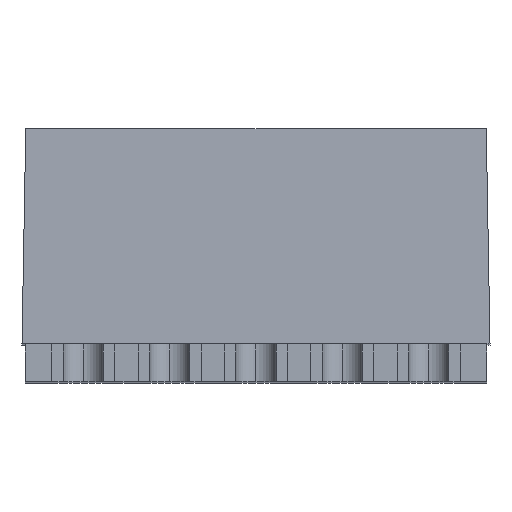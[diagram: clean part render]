
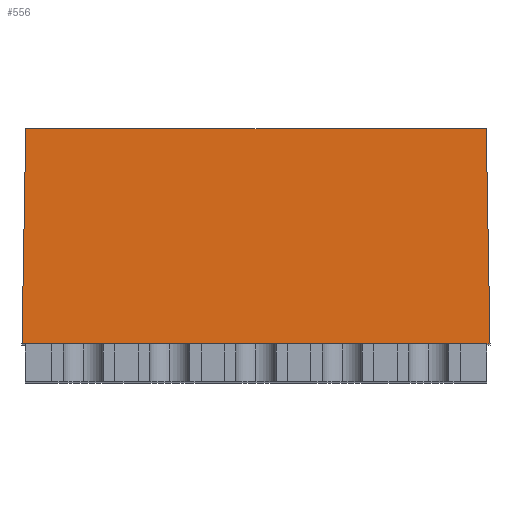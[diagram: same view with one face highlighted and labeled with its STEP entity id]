
A CAD part, top view. The second image highlights one B-rep face of the part: STEP entity #556.
In plain terms, the highlighted planar face has unit normal (0, 0.018, 1).
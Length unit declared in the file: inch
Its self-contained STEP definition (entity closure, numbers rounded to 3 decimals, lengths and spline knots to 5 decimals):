
#69 = CARTESIAN_POINT ( 'NONE',  ( 0.14558, 0.0287, 0.19676 ) ) ;
#116 = VERTEX_POINT ( 'NONE', #272 ) ;
#135 = DIRECTION ( 'NONE',  ( 0., 0.017, 1. ) ) ;
#150 = AXIS2_PLACEMENT_3D ( 'NONE', #528, #135, #1840 ) ;
#272 = CARTESIAN_POINT ( 'NONE',  ( 0.14333, 0.15748, 0.19451 ) ) ;
#276 = LINE ( 'NONE', #849, #712 ) ;
#321 = CARTESIAN_POINT ( 'NONE',  ( -0.14567, 0.02362, 0.19685 ) ) ;
#350 = EDGE_CURVE ( 'NONE', #1096, #2101, #977, .T. ) ;
#419 = DIRECTION ( 'NONE',  ( -0.017, -1., 0.017 ) ) ;
#459 = LINE ( 'NONE', #69, #1751 ) ;
#480 = EDGE_CURVE ( 'NONE', #1030, #2101, #276, .T. ) ;
#528 = CARTESIAN_POINT ( 'NONE',  ( -0.14567, 0.02362, 0.19685 ) ) ;
#556 = ADVANCED_FACE ( 'NONE', ( #2149 ), #954, .T. ) ;
#627 = CARTESIAN_POINT ( 'NONE',  ( -0.14567, 0.02362, 0.19685 ) ) ;
#647 = VECTOR ( 'NONE', #1475, 39.37008 ) ;
#712 = VECTOR ( 'NONE', #419, 39.37008 ) ;
#810 = ORIENTED_EDGE ( 'NONE', *, *, #350, .F. ) ;
#849 = CARTESIAN_POINT ( 'NONE',  ( -0.14555, 0.03049, 0.19673 ) ) ;
#954 = PLANE ( 'NONE',  #150 ) ;
#977 = LINE ( 'NONE', #627, #1046 ) ;
#1030 = VERTEX_POINT ( 'NONE', #2093 ) ;
#1046 = VECTOR ( 'NONE', #2111, 39.37008 ) ;
#1057 = EDGE_CURVE ( 'NONE', #116, #1030, #2345, .T. ) ;
#1096 = VERTEX_POINT ( 'NONE', #1488 ) ;
#1225 = ORIENTED_EDGE ( 'NONE', *, *, #480, .T. ) ;
#1267 = EDGE_LOOP ( 'NONE', ( #810, #2637, #1882, #1225 ) ) ;
#1276 = CARTESIAN_POINT ( 'NONE',  ( 0., 0.15748, 0.19451 ) ) ;
#1475 = DIRECTION ( 'NONE',  ( -1., 0., 0. ) ) ;
#1488 = CARTESIAN_POINT ( 'NONE',  ( 0.14567, 0.02362, 0.19685 ) ) ;
#1751 = VECTOR ( 'NONE', #1765, 39.37008 ) ;
#1765 = DIRECTION ( 'NONE',  ( 0.017, -1., 0.017 ) ) ;
#1840 = DIRECTION ( 'NONE',  ( 0., 1., -0.017 ) ) ;
#1882 = ORIENTED_EDGE ( 'NONE', *, *, #1057, .T. ) ;
#2093 = CARTESIAN_POINT ( 'NONE',  ( -0.14333, 0.15748, 0.19451 ) ) ;
#2101 = VERTEX_POINT ( 'NONE', #321 ) ;
#2111 = DIRECTION ( 'NONE',  ( -1., 0., 0. ) ) ;
#2149 = FACE_OUTER_BOUND ( 'NONE', #1267, .T. ) ;
#2345 = LINE ( 'NONE', #1276, #647 ) ;
#2349 = EDGE_CURVE ( 'NONE', #116, #1096, #459, .T. ) ;
#2637 = ORIENTED_EDGE ( 'NONE', *, *, #2349, .F. ) ;
